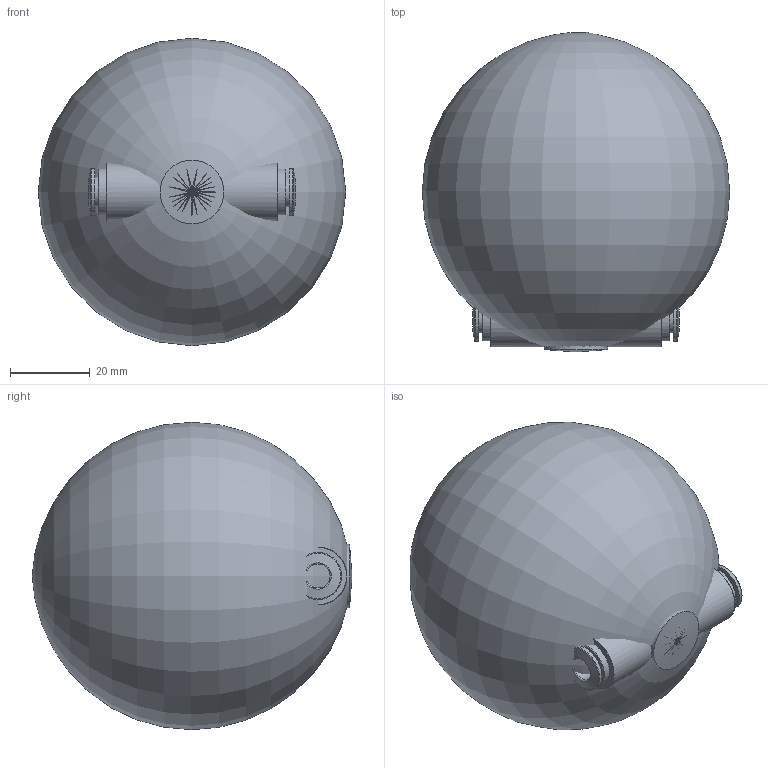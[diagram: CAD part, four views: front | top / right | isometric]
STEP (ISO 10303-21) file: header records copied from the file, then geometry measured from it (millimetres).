
FILE_DESCRIPTION(/* description */ ('STEP AP214'),/* implementation_level */ '2;1');
FILE_NAME(/* name */ '193973_GRO-QS-6',/* time_stamp */ '2024-08-22T08:52:27+02:00',/* author */ ('License CC BY-ND 4.0'),/* organization */ ('CADENAS'),/* preprocessor_version */ 'ST-DEVELOPER v19.3',/* originating_system */ 'PARTsolutions',/* authorisation */ ' ');
FILE_SCHEMA (('AUTOMOTIVE_DESIGN {1 0 10303 214 3 1 1}'));
Length unit declared in the file: millimetre
Products named in the file (1): 193973 GRO-QS-6
Bounding box: 76.96 x 79.97 x 76.96 mm (x, y, z)
Volume: 232486.5 mm3; surface area: 24465.1 mm2
Topology: 1 solids, 1 shells, 139 faces, 352 edges, 225 vertices
Faces by surface type: cylinder 67, plane 44, cone 18, torus 9, sphere 1
Full cylindrical faces by diameter (mm): 1 x1, 4.3 x2, 6 x2, 7.4 x2, 8 x2, 10.5 x1, 11.5 x2, 11.8 x2, 12 x1, 14 x1, 14.5 x2, 16 x1
Entity records: 5097 total; most frequent: CARTESIAN_POINT 900, DIRECTION 684, ORIENTED_EDGE 618, EDGE_CURVE 309, AXIS2_PLACEMENT_3D 287, VERTEX_POINT 218, FACE_BOUND 191, EDGE_LOOP 190
